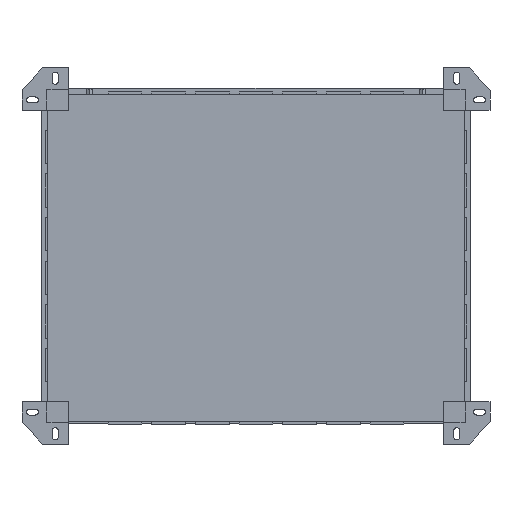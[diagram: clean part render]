
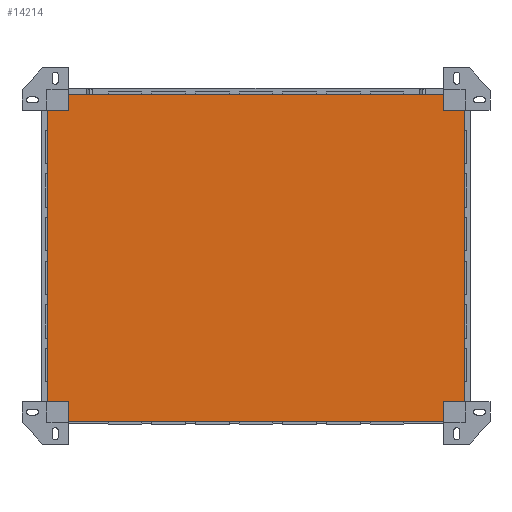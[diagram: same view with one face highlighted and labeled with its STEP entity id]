
A CAD part, front view. The second image highlights one B-rep face of the part: STEP entity #14214.
In plain terms, the highlighted planar face has unit normal (0, -1, 0).
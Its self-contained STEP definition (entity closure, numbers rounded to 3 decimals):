
#686 = ORIENTED_EDGE ( 'NONE', *, *, #59542, .T. ) ;
#1080 = LINE ( 'NONE', #8895, #55201 ) ;
#1487 = ORIENTED_EDGE ( 'NONE', *, *, #49030, .T. ) ;
#2130 = VECTOR ( 'NONE', #50308, 1000. ) ;
#3098 = ORIENTED_EDGE ( 'NONE', *, *, #13496, .T. ) ;
#3195 = EDGE_CURVE ( 'NONE', #39382, #50743, #59245, .T. ) ;
#3450 = CARTESIAN_POINT ( 'NONE',  ( -381.5, -27.501, -267. ) ) ;
#3651 = VERTEX_POINT ( 'NONE', #24942 ) ;
#4713 = CARTESIAN_POINT ( 'NONE',  ( -343.5, -27.501, -267. ) ) ;
#4883 = EDGE_CURVE ( 'NONE', #73435, #10299, #5673, .T. ) ;
#5111 = ORIENTED_EDGE ( 'NONE', *, *, #3195, .T. ) ;
#5334 = LINE ( 'NONE', #35909, #48155 ) ;
#5673 = LINE ( 'NONE', #38494, #68475 ) ;
#7843 = DIRECTION ( 'NONE',  ( 0., 0., 1. ) ) ;
#8236 = CARTESIAN_POINT ( 'NONE',  ( 381.5, -27.501, 296. ) ) ;
#8895 = CARTESIAN_POINT ( 'NONE',  ( -343.5, -27.501, 296. ) ) ;
#9540 = AXIS2_PLACEMENT_3D ( 'NONE', #62881, #32856, #7843 ) ;
#10299 = VERTEX_POINT ( 'NONE', #48781 ) ;
#10671 = DIRECTION ( 'NONE',  ( -1., 0., 0. ) ) ;
#12017 = VECTOR ( 'NONE', #23685, 1000. ) ;
#12151 = CARTESIAN_POINT ( 'NONE',  ( 381.5, -27.501, -267. ) ) ;
#13496 = EDGE_CURVE ( 'NONE', #31768, #69251, #52970, .T. ) ;
#13954 = LINE ( 'NONE', #51818, #16839 ) ;
#14214 = ADVANCED_FACE ( 'NONE', ( #62334 ), #63692, .F. ) ;
#15084 = LINE ( 'NONE', #24779, #22758 ) ;
#16839 = VECTOR ( 'NONE', #57155, 1000. ) ;
#17012 = VERTEX_POINT ( 'NONE', #47763 ) ;
#17111 = CARTESIAN_POINT ( 'NONE',  ( 343.5, -27.501, 267. ) ) ;
#19652 = VECTOR ( 'NONE', #10671, 1000. ) ;
#20171 = VERTEX_POINT ( 'NONE', #34451 ) ;
#20545 = EDGE_CURVE ( 'NONE', #77867, #65502, #41162, .T. ) ;
#22758 = VECTOR ( 'NONE', #67292, 1000. ) ;
#23158 = ORIENTED_EDGE ( 'NONE', *, *, #67437, .T. ) ;
#23685 = DIRECTION ( 'NONE',  ( 1., 0., 0. ) ) ;
#24779 = CARTESIAN_POINT ( 'NONE',  ( -381.5, -27.501, 296. ) ) ;
#24942 = CARTESIAN_POINT ( 'NONE',  ( -381.5, -27.501, 267. ) ) ;
#25031 = DIRECTION ( 'NONE',  ( -1., 0., 0. ) ) ;
#26882 = CARTESIAN_POINT ( 'NONE',  ( 343.5, -27.501, 296. ) ) ;
#26978 = EDGE_CURVE ( 'NONE', #69251, #20171, #1080, .T. ) ;
#28021 = LINE ( 'NONE', #35326, #45112 ) ;
#31768 = VERTEX_POINT ( 'NONE', #3450 ) ;
#31974 = CARTESIAN_POINT ( 'NONE',  ( 381.5, -27.501, 267. ) ) ;
#32856 = DIRECTION ( 'NONE',  ( 0., 1., 0. ) ) ;
#34451 = CARTESIAN_POINT ( 'NONE',  ( -343.5, -27.501, -303. ) ) ;
#35326 = CARTESIAN_POINT ( 'NONE',  ( 381.5, -27.501, -267. ) ) ;
#35909 = CARTESIAN_POINT ( 'NONE',  ( 381.5, -27.501, -303. ) ) ;
#36661 = ORIENTED_EDGE ( 'NONE', *, *, #4883, .F. ) ;
#38216 = LINE ( 'NONE', #8236, #68643 ) ;
#38494 = CARTESIAN_POINT ( 'NONE',  ( 343.5, -27.501, 296. ) ) ;
#38541 = VECTOR ( 'NONE', #75254, 1000. ) ;
#39382 = VERTEX_POINT ( 'NONE', #71265 ) ;
#39675 = LINE ( 'NONE', #59884, #19652 ) ;
#41162 = LINE ( 'NONE', #31974, #2130 ) ;
#42381 = ORIENTED_EDGE ( 'NONE', *, *, #26978, .T. ) ;
#42466 = EDGE_CURVE ( 'NONE', #10299, #20171, #5334, .T. ) ;
#43088 = CARTESIAN_POINT ( 'NONE',  ( 381.5, -27.501, 296. ) ) ;
#44006 = EDGE_CURVE ( 'NONE', #57088, #73435, #28021, .T. ) ;
#45112 = VECTOR ( 'NONE', #77836, 1000. ) ;
#46573 = ORIENTED_EDGE ( 'NONE', *, *, #54876, .F. ) ;
#47763 = CARTESIAN_POINT ( 'NONE',  ( -343.5, -27.501, 267. ) ) ;
#48155 = VECTOR ( 'NONE', #53954, 1000. ) ;
#48407 = CARTESIAN_POINT ( 'NONE',  ( 381.5, -27.501, 267. ) ) ;
#48781 = CARTESIAN_POINT ( 'NONE',  ( 343.5, -27.501, -303. ) ) ;
#49006 = ORIENTED_EDGE ( 'NONE', *, *, #42466, .F. ) ;
#49030 = EDGE_CURVE ( 'NONE', #17012, #3651, #39675, .T. ) ;
#50308 = DIRECTION ( 'NONE',  ( 1., 0., 0. ) ) ;
#50743 = VERTEX_POINT ( 'NONE', #77684 ) ;
#51706 = DIRECTION ( 'NONE',  ( 0., 0., -1. ) ) ;
#51747 = ORIENTED_EDGE ( 'NONE', *, *, #20545, .F. ) ;
#51818 = CARTESIAN_POINT ( 'NONE',  ( -343.5, -27.501, 296. ) ) ;
#52970 = LINE ( 'NONE', #12151, #12017 ) ;
#53954 = DIRECTION ( 'NONE',  ( -1., 0., 0. ) ) ;
#54688 = LINE ( 'NONE', #26882, #38541 ) ;
#54876 = EDGE_CURVE ( 'NONE', #65502, #57088, #38216, .T. ) ;
#55201 = VECTOR ( 'NONE', #51706, 1000. ) ;
#57088 = VERTEX_POINT ( 'NONE', #66065 ) ;
#57155 = DIRECTION ( 'NONE',  ( 0., 0., -1. ) ) ;
#59220 = ORIENTED_EDGE ( 'NONE', *, *, #44006, .F. ) ;
#59245 = LINE ( 'NONE', #43088, #74413 ) ;
#59542 = EDGE_CURVE ( 'NONE', #3651, #31768, #15084, .T. ) ;
#59884 = CARTESIAN_POINT ( 'NONE',  ( 381.5, -27.501, 267. ) ) ;
#62334 = FACE_OUTER_BOUND ( 'NONE', #67558, .T. ) ;
#62881 = CARTESIAN_POINT ( 'NONE',  ( 381.5, -27.501, 296. ) ) ;
#63692 = PLANE ( 'NONE',  #9540 ) ;
#64957 = CARTESIAN_POINT ( 'NONE',  ( 343.5, -27.501, -267. ) ) ;
#65502 = VERTEX_POINT ( 'NONE', #48407 ) ;
#66065 = CARTESIAN_POINT ( 'NONE',  ( 381.5, -27.501, -267. ) ) ;
#67292 = DIRECTION ( 'NONE',  ( 0., 0., -1. ) ) ;
#67437 = EDGE_CURVE ( 'NONE', #50743, #17012, #13954, .T. ) ;
#67558 = EDGE_LOOP ( 'NONE', ( #3098, #42381, #49006, #36661, #59220, #46573, #51747, #74049, #5111, #23158, #1487, #686 ) ) ;
#68475 = VECTOR ( 'NONE', #68772, 1000. ) ;
#68643 = VECTOR ( 'NONE', #76309, 1000. ) ;
#68772 = DIRECTION ( 'NONE',  ( 0., 0., -1. ) ) ;
#69251 = VERTEX_POINT ( 'NONE', #4713 ) ;
#71265 = CARTESIAN_POINT ( 'NONE',  ( 343.5, -27.501, 296. ) ) ;
#72894 = EDGE_CURVE ( 'NONE', #39382, #77867, #54688, .T. ) ;
#73435 = VERTEX_POINT ( 'NONE', #64957 ) ;
#74049 = ORIENTED_EDGE ( 'NONE', *, *, #72894, .F. ) ;
#74413 = VECTOR ( 'NONE', #25031, 1000. ) ;
#75254 = DIRECTION ( 'NONE',  ( 0., 0., -1. ) ) ;
#76309 = DIRECTION ( 'NONE',  ( 0., 0., -1. ) ) ;
#77684 = CARTESIAN_POINT ( 'NONE',  ( -343.5, -27.501, 296. ) ) ;
#77836 = DIRECTION ( 'NONE',  ( -1., 0., 0. ) ) ;
#77867 = VERTEX_POINT ( 'NONE', #17111 ) ;
